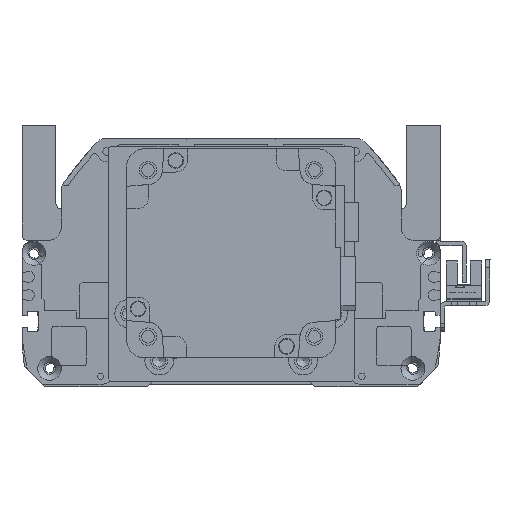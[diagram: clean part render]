
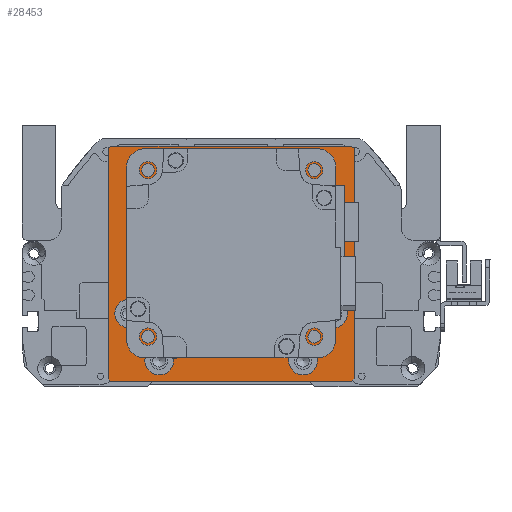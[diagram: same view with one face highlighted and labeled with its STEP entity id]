
A CAD part, front view. The second image highlights one B-rep face of the part: STEP entity #28453.
In plain terms, the highlighted face is planar.
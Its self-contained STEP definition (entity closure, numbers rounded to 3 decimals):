
#1665=FACE_BOUND('',#6098,.T.);
#1666=FACE_BOUND('',#6099,.T.);
#1667=FACE_BOUND('',#6100,.T.);
#1668=FACE_BOUND('',#6101,.T.);
#1669=FACE_BOUND('',#6102,.T.);
#1670=FACE_BOUND('',#6103,.T.);
#1671=FACE_BOUND('',#6104,.T.);
#1672=FACE_BOUND('',#6105,.T.);
#1673=FACE_BOUND('',#6106,.T.);
#2279=PLANE('',#31505);
#4375=FACE_OUTER_BOUND('',#6097,.T.);
#6097=EDGE_LOOP('',(#26336,#26337,#26338,#26339,#26340,#26341,#26342,#26343));
#6098=EDGE_LOOP('',(#26344));
#6099=EDGE_LOOP('',(#26345));
#6100=EDGE_LOOP('',(#26346));
#6101=EDGE_LOOP('',(#26347));
#6102=EDGE_LOOP('',(#26348));
#6103=EDGE_LOOP('',(#26349));
#6104=EDGE_LOOP('',(#26350));
#6105=EDGE_LOOP('',(#26351));
#6106=EDGE_LOOP('',(#26352));
#8342=LINE('',#50767,#10623);
#8344=LINE('',#50771,#10625);
#8347=LINE('',#50777,#10628);
#8348=LINE('',#50779,#10629);
#8349=LINE('',#50781,#10630);
#8350=LINE('',#50783,#10631);
#8351=LINE('',#50785,#10632);
#8352=LINE('',#50786,#10633);
#10623=VECTOR('',#38989,10.);
#10625=VECTOR('',#38993,10.);
#10628=VECTOR('',#38998,10.);
#10629=VECTOR('',#38999,10.);
#10630=VECTOR('',#39000,10.);
#10631=VECTOR('',#39001,10.);
#10632=VECTOR('',#39002,10.);
#10633=VECTOR('',#39003,10.);
#12060=CIRCLE('',#31506,35.);
#12061=CIRCLE('',#31507,2.459);
#12062=CIRCLE('',#31508,2.459);
#12063=CIRCLE('',#31509,2.459);
#12064=CIRCLE('',#31510,2.459);
#12065=CIRCLE('',#31511,5.5);
#12066=CIRCLE('',#31512,5.5);
#12067=CIRCLE('',#31513,5.5);
#12068=CIRCLE('',#31514,5.5);
#14646=VERTEX_POINT('',#50764);
#14647=VERTEX_POINT('',#50766);
#14648=VERTEX_POINT('',#50770);
#14650=VERTEX_POINT('',#50776);
#14651=VERTEX_POINT('',#50778);
#14652=VERTEX_POINT('',#50780);
#14653=VERTEX_POINT('',#50782);
#14654=VERTEX_POINT('',#50784);
#14655=VERTEX_POINT('',#50787);
#14656=VERTEX_POINT('',#50789);
#14657=VERTEX_POINT('',#50791);
#14658=VERTEX_POINT('',#50793);
#14659=VERTEX_POINT('',#50795);
#14660=VERTEX_POINT('',#50797);
#14661=VERTEX_POINT('',#50799);
#14662=VERTEX_POINT('',#50801);
#14663=VERTEX_POINT('',#50803);
#18580=EDGE_CURVE('',#14646,#14647,#8342,.T.);
#18582=EDGE_CURVE('',#14648,#14647,#8344,.T.);
#18585=EDGE_CURVE('',#14646,#14650,#8347,.T.);
#18586=EDGE_CURVE('',#14651,#14650,#8348,.T.);
#18587=EDGE_CURVE('',#14651,#14652,#8349,.T.);
#18588=EDGE_CURVE('',#14653,#14652,#8350,.T.);
#18589=EDGE_CURVE('',#14653,#14654,#8351,.T.);
#18590=EDGE_CURVE('',#14648,#14654,#8352,.T.);
#18591=EDGE_CURVE('',#14655,#14655,#12060,.T.);
#18592=EDGE_CURVE('',#14656,#14656,#12061,.T.);
#18593=EDGE_CURVE('',#14657,#14657,#12062,.T.);
#18594=EDGE_CURVE('',#14658,#14658,#12063,.T.);
#18595=EDGE_CURVE('',#14659,#14659,#12064,.T.);
#18596=EDGE_CURVE('',#14660,#14660,#12065,.T.);
#18597=EDGE_CURVE('',#14661,#14661,#12066,.T.);
#18598=EDGE_CURVE('',#14662,#14662,#12067,.T.);
#18599=EDGE_CURVE('',#14663,#14663,#12068,.T.);
#26336=ORIENTED_EDGE('',*,*,#18580,.F.);
#26337=ORIENTED_EDGE('',*,*,#18585,.T.);
#26338=ORIENTED_EDGE('',*,*,#18586,.F.);
#26339=ORIENTED_EDGE('',*,*,#18587,.T.);
#26340=ORIENTED_EDGE('',*,*,#18588,.F.);
#26341=ORIENTED_EDGE('',*,*,#18589,.T.);
#26342=ORIENTED_EDGE('',*,*,#18590,.F.);
#26343=ORIENTED_EDGE('',*,*,#18582,.T.);
#26344=ORIENTED_EDGE('',*,*,#18591,.T.);
#26345=ORIENTED_EDGE('',*,*,#18592,.T.);
#26346=ORIENTED_EDGE('',*,*,#18593,.T.);
#26347=ORIENTED_EDGE('',*,*,#18594,.T.);
#26348=ORIENTED_EDGE('',*,*,#18595,.T.);
#26349=ORIENTED_EDGE('',*,*,#18596,.T.);
#26350=ORIENTED_EDGE('',*,*,#18597,.T.);
#26351=ORIENTED_EDGE('',*,*,#18598,.T.);
#26352=ORIENTED_EDGE('',*,*,#18599,.T.);
#28453=ADVANCED_FACE('',(#4375,#1665,#1666,#1667,#1668,#1669,#1670,#1671,
#1672,#1673),#2279,.T.);
#31505=AXIS2_PLACEMENT_3D('',#50775,#38996,#38997);
#31506=AXIS2_PLACEMENT_3D('',#50788,#39004,#39005);
#31507=AXIS2_PLACEMENT_3D('',#50790,#39006,#39007);
#31508=AXIS2_PLACEMENT_3D('',#50792,#39008,#39009);
#31509=AXIS2_PLACEMENT_3D('',#50794,#39010,#39011);
#31510=AXIS2_PLACEMENT_3D('',#50796,#39012,#39013);
#31511=AXIS2_PLACEMENT_3D('',#50798,#39014,#39015);
#31512=AXIS2_PLACEMENT_3D('',#50800,#39016,#39017);
#31513=AXIS2_PLACEMENT_3D('',#50802,#39018,#39019);
#31514=AXIS2_PLACEMENT_3D('',#50804,#39020,#39021);
#38989=DIRECTION('',(0.707,0.707,0.));
#38993=DIRECTION('',(-1.,0.,0.));
#38996=DIRECTION('center_axis',(0.,0.,1.));
#38997=DIRECTION('ref_axis',(1.,0.,0.));
#38998=DIRECTION('',(0.,-1.,0.));
#38999=DIRECTION('',(-0.707,0.707,0.));
#39000=DIRECTION('',(1.,0.,0.));
#39001=DIRECTION('',(-0.707,-0.707,0.));
#39002=DIRECTION('',(0.,1.,0.));
#39003=DIRECTION('',(0.707,-0.707,0.));
#39004=DIRECTION('center_axis',(0.,0.,-1.));
#39005=DIRECTION('ref_axis',(1.,0.,0.));
#39006=DIRECTION('center_axis',(0.,0.,-1.));
#39007=DIRECTION('ref_axis',(1.,0.,0.));
#39008=DIRECTION('center_axis',(0.,0.,-1.));
#39009=DIRECTION('ref_axis',(1.,0.,0.));
#39010=DIRECTION('center_axis',(0.,0.,-1.));
#39011=DIRECTION('ref_axis',(1.,0.,0.));
#39012=DIRECTION('center_axis',(0.,0.,-1.));
#39013=DIRECTION('ref_axis',(1.,0.,0.));
#39014=DIRECTION('center_axis',(0.,0.,-1.));
#39015=DIRECTION('ref_axis',(1.,0.,0.));
#39016=DIRECTION('center_axis',(0.,0.,-1.));
#39017=DIRECTION('ref_axis',(1.,0.,0.));
#39018=DIRECTION('center_axis',(0.,0.,-1.));
#39019=DIRECTION('ref_axis',(1.,0.,0.));
#39020=DIRECTION('center_axis',(0.,0.,-1.));
#39021=DIRECTION('ref_axis',(1.,0.,0.));
#50764=CARTESIAN_POINT('',(-47.,44.5,76.));
#50766=CARTESIAN_POINT('',(-46.,45.5,76.));
#50767=CARTESIAN_POINT('',(-46.125,45.375,76.));
#50770=CARTESIAN_POINT('',(46.,45.5,76.));
#50771=CARTESIAN_POINT('',(47.,45.5,76.));
#50775=CARTESIAN_POINT('Origin',(0.,0.,
76.));
#50776=CARTESIAN_POINT('',(-47.,-43.5,76.));
#50777=CARTESIAN_POINT('',(-47.,44.5,76.));
#50778=CARTESIAN_POINT('',(-46.,-44.5,76.));
#50779=CARTESIAN_POINT('',(-45.875,-44.625,76.));
#50780=CARTESIAN_POINT('',(46.,-44.5,76.));
#50781=CARTESIAN_POINT('',(-47.,-44.5,76.));
#50782=CARTESIAN_POINT('',(47.,-43.5,76.));
#50783=CARTESIAN_POINT('',(45.875,-44.625,76.));
#50784=CARTESIAN_POINT('',(47.,44.5,76.));
#50785=CARTESIAN_POINT('',(47.,-44.5,76.));
#50786=CARTESIAN_POINT('',(46.125,45.375,76.));
#50787=CARTESIAN_POINT('',(-35.,4.5,76.));
#50788=CARTESIAN_POINT('Origin',(0.,4.5,76.));
#50789=CARTESIAN_POINT('',(29.361,-27.32,76.));
#50790=CARTESIAN_POINT('Origin',(31.82,-27.32,76.));
#50791=CARTESIAN_POINT('',(29.361,36.32,76.));
#50792=CARTESIAN_POINT('Origin',(31.82,36.32,76.));
#50793=CARTESIAN_POINT('',(-34.278,36.32,76.));
#50794=CARTESIAN_POINT('Origin',(-31.82,36.32,76.));
#50795=CARTESIAN_POINT('',(-34.278,-27.32,76.));
#50796=CARTESIAN_POINT('Origin',(-31.82,-27.32,76.));
#50797=CARTESIAN_POINT('',(-44.5,-18.5,76.));
#50798=CARTESIAN_POINT('Origin',(-39.,-18.5,76.));
#50799=CARTESIAN_POINT('',(33.5,-18.5,76.));
#50800=CARTESIAN_POINT('Origin',(39.,-18.5,76.));
#50801=CARTESIAN_POINT('',(22.,-36.5,76.));
#50802=CARTESIAN_POINT('Origin',(27.5,-36.5,76.));
#50803=CARTESIAN_POINT('',(-33.,-36.5,76.));
#50804=CARTESIAN_POINT('Origin',(-27.5,-36.5,76.));
